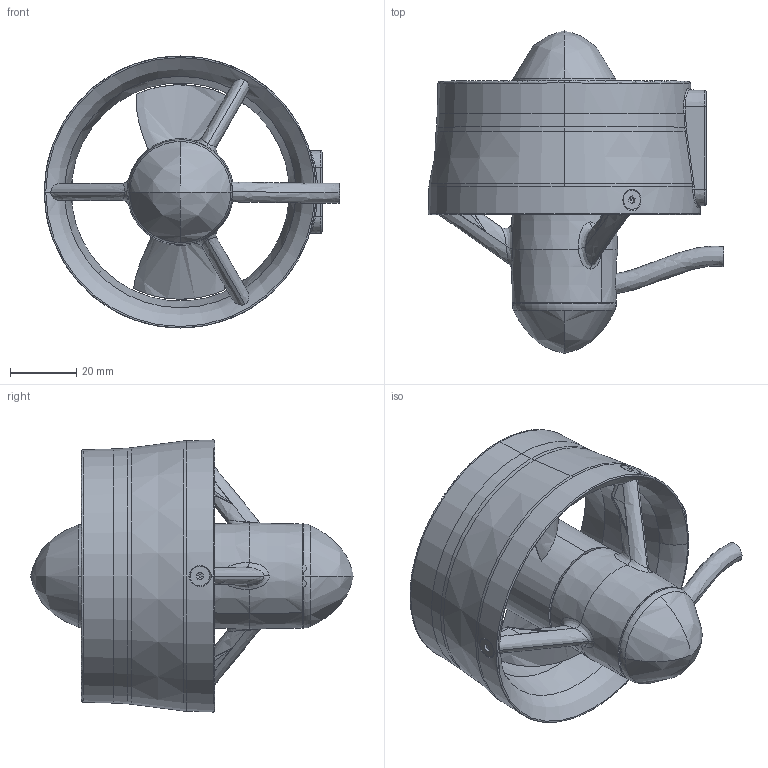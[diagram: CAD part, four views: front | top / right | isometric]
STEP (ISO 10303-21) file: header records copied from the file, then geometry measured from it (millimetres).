
FILE_DESCRIPTION (( 'STEP AP203' ), '1' );
FILE_NAME ('Z60-Z60F勤俋俋夤.STEP', '2025-01-12T08:27:09', ( '' ), ( '' ), 'SwSTEP 2.0', 'SolidWorks 2022', '' );
FILE_SCHEMA (( 'CONFIG_CONTROL_DESIGN' ));
Length unit declared in the file: millimetre
Products named in the file (1): Z60-Z60F勤俋俋夤
Bounding box: 89.55 x 97.81 x 82.44 mm (x, y, z)
Volume: 113387.7 mm3; surface area: 43134.8 mm2
Topology: 1 solids, 10 shells, 776 faces, 1972 edges, 1207 vertices
Faces by surface type: bspline 290, plane 227, cone 115, cylinder 110, torus 34
Entity records: 49324 total; most frequent: CARTESIAN_POINT 33327, ORIENTED_EDGE 3894, DIRECTION 2526, EDGE_CURVE 1947, VERTEX_POINT 1207, AXIS2_PLACEMENT_3D 1019, B_SPLINE_CURVE_WITH_KNOTS 844, EDGE_LOOP 814
